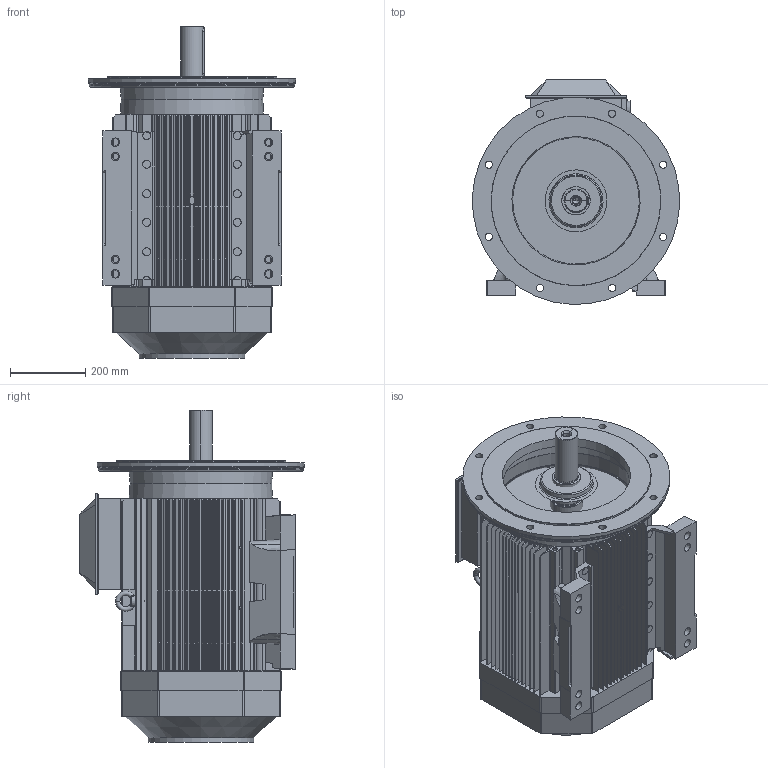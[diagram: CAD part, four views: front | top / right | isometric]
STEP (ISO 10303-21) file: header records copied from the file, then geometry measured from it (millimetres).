
FILE_DESCRIPTION(/* description */ (''),/* implementation_level */ '2;1');
FILE_NAME(/* name */ 'M2AA IE2 250 2P SMALL TERM.BOX B35.stp',/* time_stamp */ '2015-07-08T09:05:17+02:00',/* author */ (''),/* organization */ (''),/* preprocessor_version */ 'ST-DEVELOPER v14',/* originating_system */ 'SIEMENS PLM Software NX 8.0',/* authorisation */ '');
FILE_SCHEMA (('AUTOMOTIVE_DESIGN { 1 0 10303 214 3 1 1 1 }'));
Products named in the file (1): M2AA IE2 250 2P SMALL TERM.BOX B35_igs
Bounding box: 549.14 x 596.18 x 879.99 mm (x, y, z)
Volume: 48232019.8 mm3; surface area: 4904243.7 mm2
Topology: 10 solids, 1098 shells, 1453 faces, 6363 edges, 5851 vertices
Faces by surface type: plane 609, cylinder 587, cone 165, bspline 54, torus 38
Full cylindrical faces by diameter (mm): 3.3 x4, 5.5 x4, 10.2 x56, 11 x1, 12 x30, 16 x2, 19 x8, 20 x1, 34 x1, 40 x3, 44.942 x1, 47 x1, 57 x1, 279.576 x1, 364 x1, 372 x2, 450 x1
Entity records: 96493 total; most frequent: CARTESIAN_POINT 38185, DIRECTION 8687, ORIENTED_EDGE 7010, EDGE_CURVE 6125, VERTEX_POINT 5841, AXIS2_PLACEMENT_3D 3062, LINE 2563, VECTOR 2563
